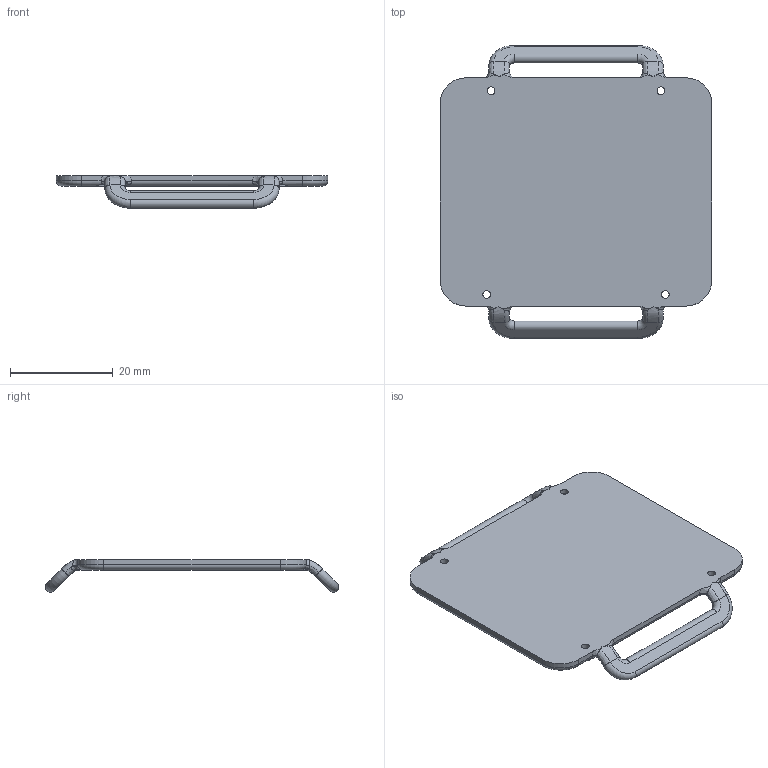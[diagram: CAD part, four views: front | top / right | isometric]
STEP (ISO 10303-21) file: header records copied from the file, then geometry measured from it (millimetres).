
FILE_DESCRIPTION(/* description */ ('STEP AP242','CAx-IF Rec.Pracs.---Representation and Presentation of Product Manufacturing Information (PMI)---4.0---2014-10-13','CAx-IF Rec.Pracs.---3D Tessellated Geometry---0.4---2014-09-14','2;1'),/* implementation_level */ '2;1');
FILE_NAME(/* name */ '66085206043b0729f1ae0151',/* time_stamp */ '2024-03-30T17:55:19Z',/* author */ (''),/* organization */ (''),/* preprocessor_version */ 'ST-DEVELOPER v19.4',/* originating_system */ ' ',/* authorisation */ ' ');
FILE_SCHEMA (('AP242_MANAGED_MODEL_BASED_3D_ENGINEERING_MIM_LF { 1 0 10303 442 1 1 4 }'));
Length unit declared in the file: metre
Products named in the file (1): Bottom
Bounding box: 53 x 57.15 x 6.32 mm (x, y, z)
Volume: 5173.4 mm3; surface area: 5792.7 mm2
Topology: 1 solids, 1 shells, 154 faces, 380 edges, 216 vertices
Faces by surface type: bspline 62, plane 38, cylinder 34, torus 20
Full cylindrical faces by diameter (mm): 1.5 x4, 2.75 x2
Entity records: 6986 total; most frequent: CARTESIAN_POINT 3836, ORIENTED_EDGE 724, DIRECTION 546, EDGE_CURVE 362, AXIS2_PLACEMENT_3D 236, VERTEX_POINT 216, EDGE_LOOP 172, FACE_BOUND 172
